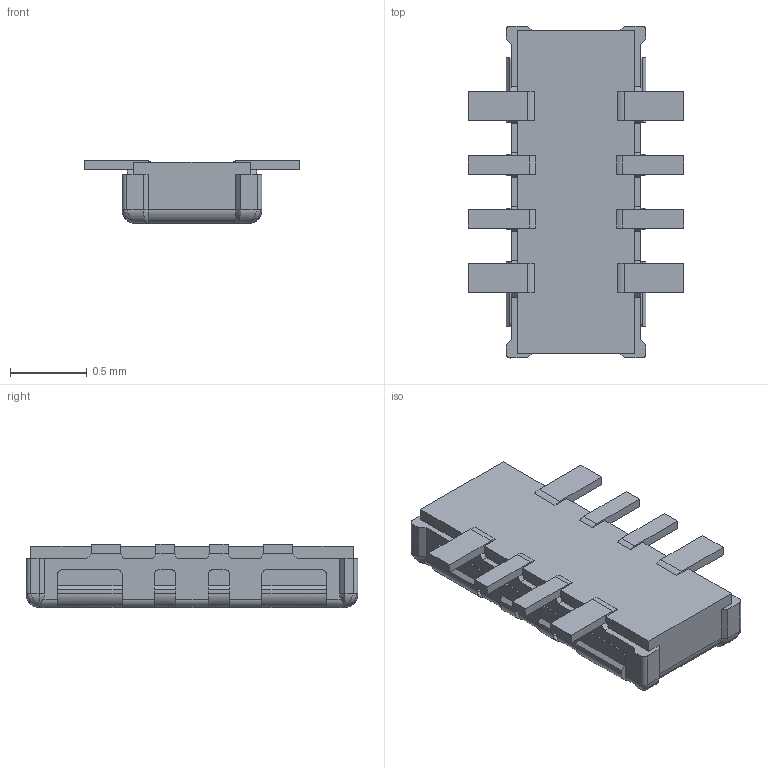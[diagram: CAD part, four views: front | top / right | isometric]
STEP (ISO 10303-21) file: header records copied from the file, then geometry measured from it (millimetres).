
FILE_DESCRIPTION(('Creo Elements/Direct Modeling STEP Export'),'2;1');
FILE_NAME('BM29-4DP.stp','2019-10-08T19:12:17',(''),(''),'Creo Elements/Direct Modeling STEP processor for AP214 (Solid Model)','Creo Elements/Direct Modeling 19.0F 14-Feb-2017 (C) Parametric Technology GmbH','');
FILE_SCHEMA(('AUTOMOTIVE_DESIGN { 1 0 10303 214 1 1 1 1 }'));
Length unit declared in the file: millimetre
Products named in the file (2): BM29B-4DP
Assembly tree (1 placements, depth 2):
  BM29B-4DP
    BM29B-4DP
Bounding box: 1.4 x 2.16 x 0.41 mm (x, y, z)
Volume: 0.5 mm3; surface area: 8.1 mm2
Topology: 1 solids, 1 shells, 239 faces, 675 edges, 439 vertices
Faces by surface type: plane 153, cylinder 62, bspline 12, cone 8, extrusion 4
Entity records: 10872 total; most frequent: CARTESIAN_POINT 2873, ORIENTED_EDGE 1350, DIRECTION 1133, EDGE_CURVE 675, VECTOR 483, LINE 479, VERTEX_POINT 439, AXIS2_PLACEMENT_3D 325
